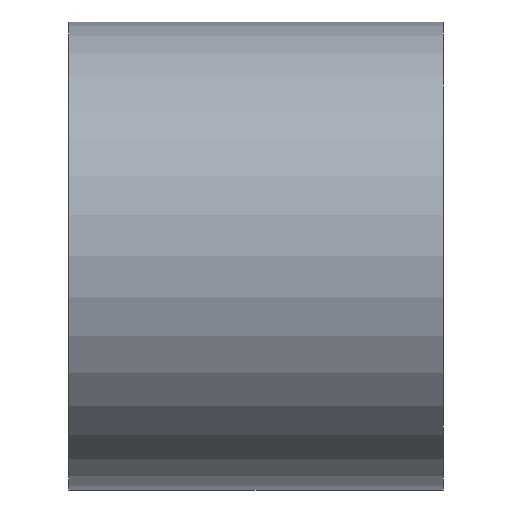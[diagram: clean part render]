
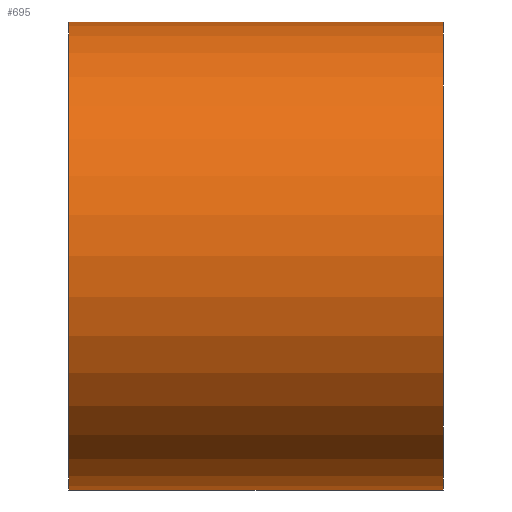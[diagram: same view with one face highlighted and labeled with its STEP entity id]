
A CAD part, front view. The second image highlights one B-rep face of the part: STEP entity #695.
In plain terms, the highlighted cylindrical face has radius 25 mm (diameter 50 mm), a full revolution.
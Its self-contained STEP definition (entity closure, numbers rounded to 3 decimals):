
#84=FACE_OUTER_BOUND('',#132,.T.);
#132=EDGE_LOOP('',(#638,#639,#640,#641));
#196=LINE('',#1178,#260);
#260=VECTOR('',#978,34.);
#282=CIRCLE('',#754,25.);
#290=CIRCLE('',#771,25.);
#338=VERTEX_POINT('',#1116);
#354=VERTEX_POINT('',#1166);
#422=EDGE_CURVE('',#338,#338,#282,.T.);
#447=EDGE_CURVE('',#354,#354,#290,.F.);
#452=EDGE_CURVE('',#338,#354,#196,.T.);
#638=ORIENTED_EDGE('',*,*,#422,.F.);
#639=ORIENTED_EDGE('',*,*,#452,.T.);
#640=ORIENTED_EDGE('',*,*,#447,.F.);
#641=ORIENTED_EDGE('',*,*,#452,.F.);
#660=CYLINDRICAL_SURFACE('',#777,25.);
#695=ADVANCED_FACE('',(#84),#660,.T.);
#754=AXIS2_PLACEMENT_3D('',#1117,#912,#913);
#771=AXIS2_PLACEMENT_3D('',#1167,#963,#964);
#777=AXIS2_PLACEMENT_3D('',#1177,#976,#977);
#912=DIRECTION('center_axis',(-1.,0.,0.));
#913=DIRECTION('ref_axis',(0.,0.,-1.));
#963=DIRECTION('center_axis',(-1.,0.,0.));
#964=DIRECTION('ref_axis',(0.,0.,-1.));
#976=DIRECTION('center_axis',(-1.,0.,0.));
#977=DIRECTION('ref_axis',(0.,0.,-1.));
#978=DIRECTION('',(1.,0.,0.));
#1116=CARTESIAN_POINT('',(-38.003,-0.02,24.985));
#1117=CARTESIAN_POINT('Origin',(-38.003,-0.02,-0.015));
#1166=CARTESIAN_POINT('',(1.997,-0.02,24.985));
#1167=CARTESIAN_POINT('Origin',(1.997,-0.02,-0.015));
#1177=CARTESIAN_POINT('Origin',(1.997,-0.02,-0.015));
#1178=CARTESIAN_POINT('',(1.997,-0.02,24.985));
